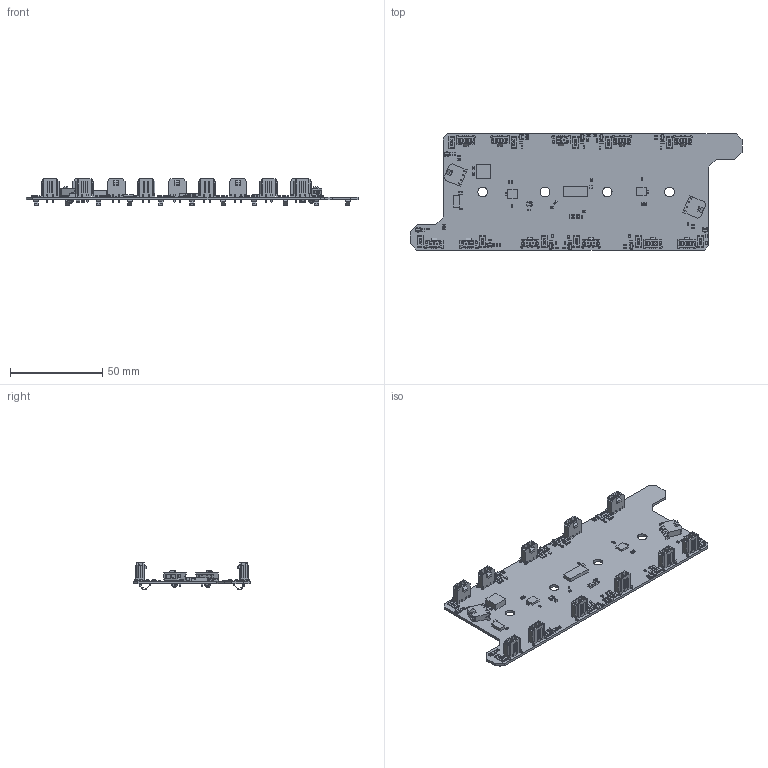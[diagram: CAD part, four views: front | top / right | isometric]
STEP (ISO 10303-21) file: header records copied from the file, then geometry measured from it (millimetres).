
FILE_DESCRIPTION(('Open CASCADE Model'),'2;1');
FILE_NAME('Open CASCADE Shape Model','2021-04-12T00:06:22',('Author'),( 'Open CASCADE'),'Open CASCADE STEP processor 6.8','Open CASCADE 6.8' ,'Unknown');
FILE_SCHEMA(('AUTOMOTIVE_DESIGN { 1 0 10303 214 1 1 1 1 }'));
Length unit declared in the file: millimetre
Products named in the file (180): PCB; Board; Open CASCADE STEP translator 6.8 3.1.1; P6; 66200211122; 6620xx11122_PIN; P5; P7; P4; P10; P8; P11; P9; P3; P2; P1; R59; Stackpole_CSR0603_Res; R58; R57; U4; IC_Texas_Instruments_SN74AHC1G00DBVR_eec; BODY-SOT; LEAD-SOT; Texas_Logo_Yury; Texas_Logo_Yury_-_Copy; U3; 6134532288; Extruded; U2; U1; 6134532688; T1; 6134522528; SC12; c-1734300-1-b1-3d; SC11; SC10; SC9; SC8 ...
Assembly tree (315 placements, depth 5):
  PCB
    Board
      Open CASCADE STEP translator 6.8 3.1.1
    P6
      66200211122
        66200211122
        6620xx11122_PIN  x2
    P5
      66200211122
        66200211122
        6620xx11122_PIN  x2
    P7
      66200211122
        66200211122
        6620xx11122_PIN  x2
    P4
      66200211122
        66200211122
        6620xx11122_PIN  x2
    P10
      66200211122
        66200211122
        6620xx11122_PIN  x2
    P8
      66200211122
        66200211122
        6620xx11122_PIN  x2
    P11
      66200211122
        66200211122
        6620xx11122_PIN  x2
    P9
      66200211122
        66200211122
        6620xx11122_PIN  x2
    P3
      66200211122
        66200211122
        6620xx11122_PIN  x2
    P2
      66200211122
        66200211122
        6620xx11122_PIN  x2
    P1
      66200211122
        66200211122
        6620xx11122_PIN  x2
    R59
      Stackpole_CSR0603_Res
    R58
      Stackpole_CSR0603_Res
    R57
      Stackpole_CSR0603_Res
    U4
      IC_Texas_Instruments_SN74AHC1G00DBVR_eec
        BODY-SOT
        LEAD-SOT  x5
        Texas_Logo_Yury
        Texas_Logo_Yury_-_Copy
    U3
Bounding box: 179.87 x 63.05 x 14.35 mm (x, y, z)
Volume: 17202.4 mm3; surface area: 31429.1 mm2
Topology: 363 solids, 363 shells, 10399 faces, 26194 edges, 16550 vertices
Faces by surface type: plane 6777, bspline 1995, cylinder 1355, sphere 268, cone 4
Full cylindrical faces by diameter (mm): 1.02 x26, 1.27 x22, 3 x2, 5.2 x4
Entity records: 66871 total; most frequent: CARTESIAN_POINT 19559, ORIENTED_EDGE 8426, DIRECTION 7645, EDGE_CURVE 4213, LINE 3069, VECTOR 3069, VERTEX_POINT 2614, AXIS2_PLACEMENT_3D 2288
